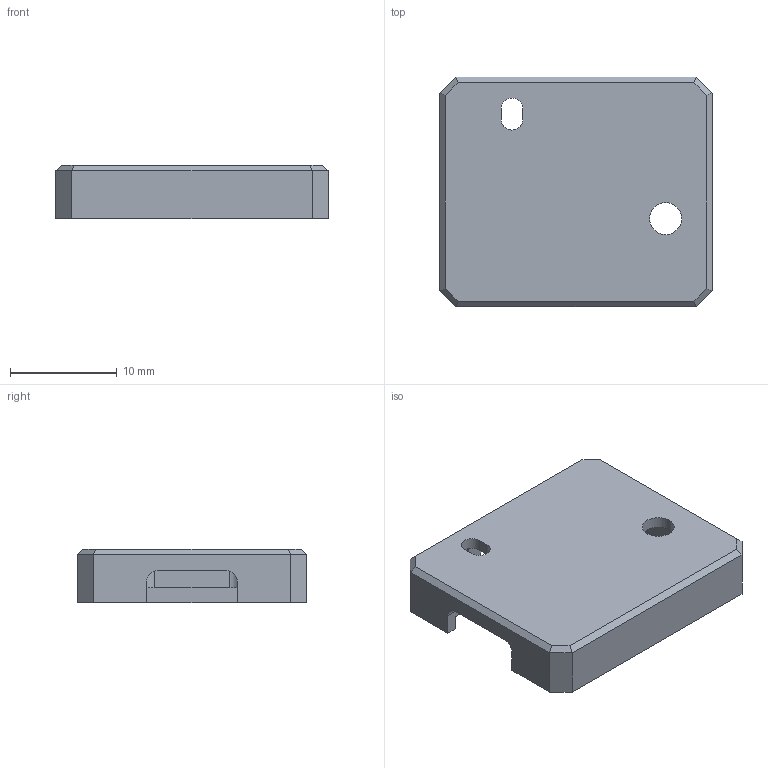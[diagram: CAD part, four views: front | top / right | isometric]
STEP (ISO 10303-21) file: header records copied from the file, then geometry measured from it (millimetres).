
FILE_DESCRIPTION(/* description */ (''),/* implementation_level */ '2;1');
FILE_NAME(/* name */ 'Top.step',/* time_stamp */ '2023-11-20T20:26:26+01:00',/* author */ (''),/* organization */ (''),/* preprocessor_version */ 'ST-DEVELOPER v20',/* originating_system */ 'Autodesk Translation Framework v12.14.0.127',/* authorisation */ '');
FILE_SCHEMA (('AUTOMOTIVE_DESIGN { 1 0 10303 214 3 1 1 }'));
Length unit declared in the file: millimetre
Products named in the file (1): Top
Bounding box: 25.5 x 21.5 x 5 mm (x, y, z)
Volume: 1185.3 mm3; surface area: 1768.6 mm2
Topology: 1 solids, 1 shells, 71 faces, 190 edges, 124 vertices
Faces by surface type: plane 44, cylinder 27
Full cylindrical faces by diameter (mm): 1.6 x4, 3 x1
Entity records: 2288 total; most frequent: CARTESIAN_POINT 408, DIRECTION 388, ORIENTED_EDGE 380, EDGE_CURVE 190, LINE 132, VECTOR 132, AXIS2_PLACEMENT_3D 128, VERTEX_POINT 124
